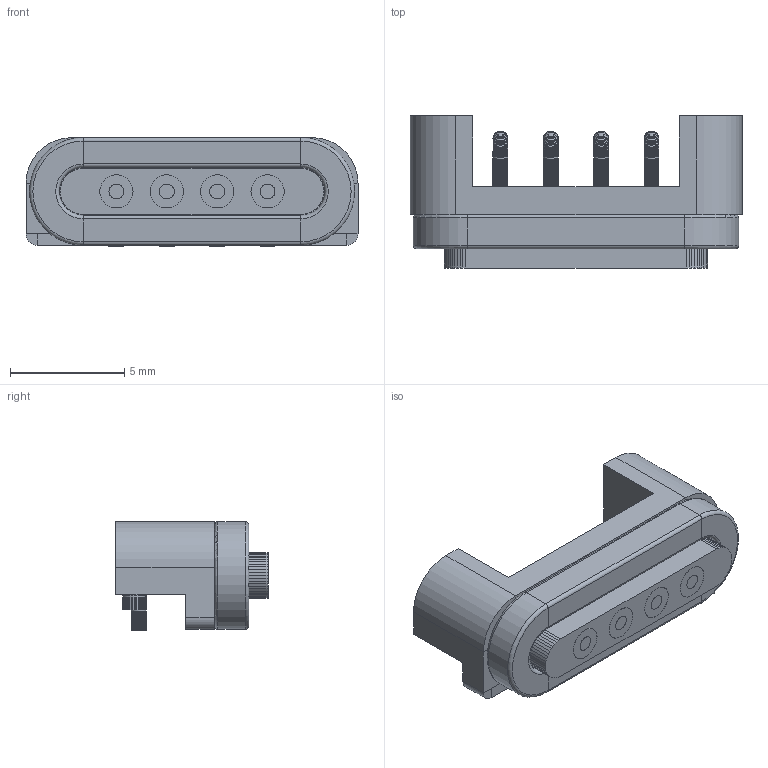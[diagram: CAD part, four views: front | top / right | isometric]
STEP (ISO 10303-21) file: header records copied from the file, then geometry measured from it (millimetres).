
FILE_DESCRIPTION(('FreeCAD Model'),'2;1');
FILE_NAME('Group005_sp_sp.step','2021-06-08T17:43:06',('kicad StepUp'),('ksu MCAD') ,'Open CASCADE STEP processor 7.3','FreeCAD','Unknown');
FILE_SCHEMA(('AUTOMOTIVE_DESIGN { 1 0 10303 214 1 1 1 1 }'));
Length unit declared in the file: millimetre
Products named in the file (1): Group005_sp_sp
Bounding box: 14.5 x 6.66 x 4.75 mm (x, y, z)
Volume: 245.7 mm3; surface area: 436.4 mm2
Topology: 1 solids, 1 shells, 1822 faces, 4788 edges, 2980 vertices
Faces by surface type: plane 1610, cone 192, cylinder 14, torus 6
Entity records: 67100 total; most frequent: CARTESIAN_POINT 9591, ORIENTED_EDGE 9576, DIRECTION 8678, EDGE_CURVE 4788, LINE 4544, VECTOR 4544, VERTEX_POINT 2980, AXIS2_PLACEMENT_3D 2067
